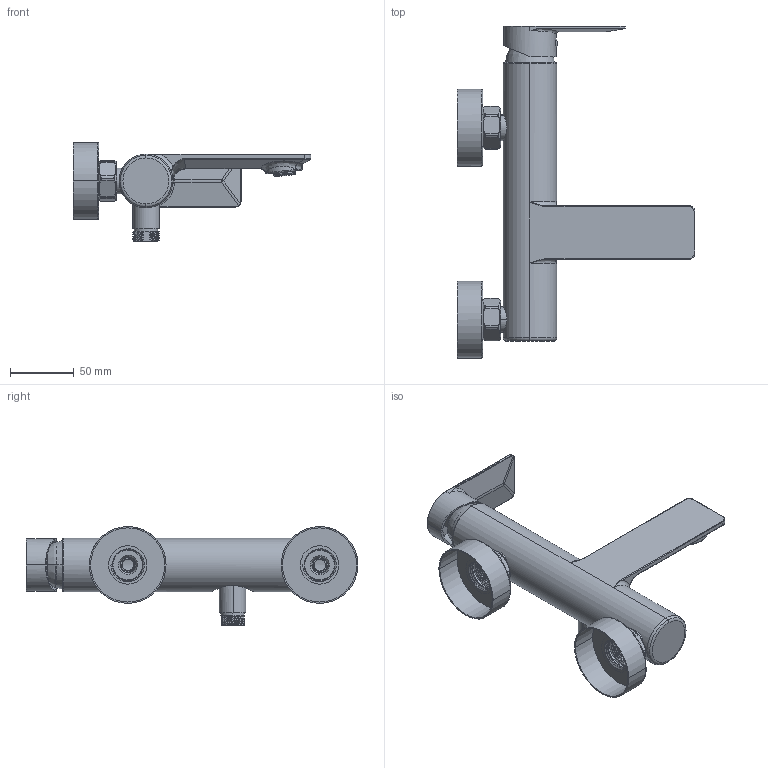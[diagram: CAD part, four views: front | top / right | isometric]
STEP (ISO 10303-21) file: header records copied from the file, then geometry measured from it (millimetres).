
FILE_DESCRIPTION((''),'2;1');
FILE_NAME('ARY0021','2021-05-24T11:05:52',('Michela Ferrini'),(''),'CREO PARAMETRIC BY PTC INC, 2020281','CREO PARAMETRIC BY PTC INC, 2020281','');
FILE_SCHEMA(('CONFIG_CONTROL_DESIGN'));
Products named in the file (17): TOM2C788654AYIV_1; TOM2C788654AYIV_2; TOM2C788654AYIV_3; TOM2C788654AYIV_4; TOM2C788654AYIV_5; TOM2C788654AYIV_6; TOM2C788654AYIV_7; DQ211; TOM2C788654AYIV_8; TOM2C788654AYIV_9; TOM2C788654AYIV_10; TOM2C788654AYIV_12; TOM2C788654AYIV_13; TOM2C788654AYIV_14; TOM2C788654AYIV_15; TOM2C788654AYIV; ARY0021
Assembly tree (16 placements, depth 3):
  ARY0021
    TOM2C788654AYIV
      TOM2C788654AYIV_1
      TOM2C788654AYIV_2
      TOM2C788654AYIV_3
      TOM2C788654AYIV_4
      TOM2C788654AYIV_5
      TOM2C788654AYIV_6
      TOM2C788654AYIV_7
      DQ211
      TOM2C788654AYIV_8
      TOM2C788654AYIV_9
      TOM2C788654AYIV_10
      TOM2C788654AYIV_12
      TOM2C788654AYIV_13
      TOM2C788654AYIV_14
      TOM2C788654AYIV_15
Bounding box: 186 x 259.5 x 77.26 mm (x, y, z)
Volume: 144703.6 mm3; surface area: 161957 mm2
Topology: 9 solids, 15 shells, 3723 faces, 10251 edges, 7023 vertices
Faces by surface type: plane 1991, cylinder 1176, bspline 312, torus 141, cone 98, sphere 3, revolution 2
Entity records: 165823 total; most frequent: CARTESIAN_POINT 74485, ORIENTED_EDGE 20282, DIRECTION 16561, EDGE_CURVE 10194, VERTEX_POINT 7023, AXIS2_PLACEMENT_3D 5639, VECTOR 5281, LINE 5281
